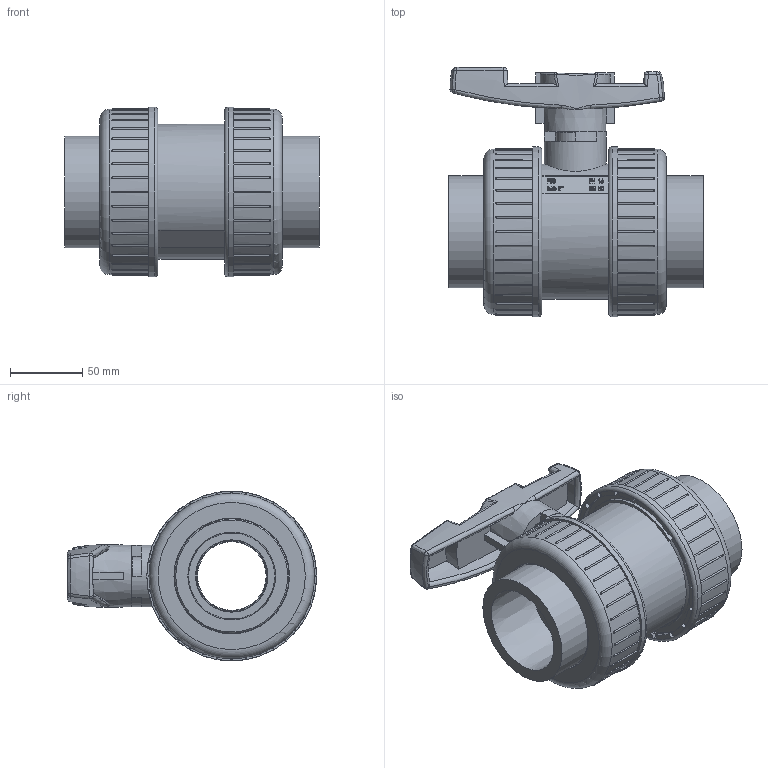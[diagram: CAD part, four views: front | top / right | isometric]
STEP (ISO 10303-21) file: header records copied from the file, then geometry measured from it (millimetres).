
FILE_DESCRIPTION(/* description */ (''),/* implementation_level */ '2;1');
FILE_NAME(/* name */ '63双由令球阀(黑）.stp',/* time_stamp */ '2024-11-09T09:38:59+08:00',/* author */ (''),/* organization */ (''),/* preprocessor_version */ 'ST-DEVELOPER v16',/* originating_system */ 'SIEMENS PLM Software NX 10.0',/* authorisation */ '');
FILE_SCHEMA (('AUTOMOTIVE_DESIGN { 1 0 10303 214 3 1 1 1 }'));
Products named in the file (1): gelv0FF88864nq6h
Bounding box: 176.03 x 172.41 x 117.44 mm (x, y, z)
Volume: 1709002.6 mm3; surface area: 519966 mm2
Topology: 30 solids, 30 shells, 1575 faces, 4475 edges, 2887 vertices
Faces by surface type: plane 762, cylinder 343, sphere 158, extrusion 129, torus 94, bspline 74, cone 15
Full cylindrical faces by diameter (mm): 2.869 x1, 3.825 x1, 21.239 x8, 26.236 x6, 27.485 x1, 28.735 x4, 31.233 x2, 42.647 x1, 47.475 x2, 48.724 x4, 49.973 x7, 56.47 x5, 57.469 x2, 58.719 x5, 63.216 x6, 63.716 x1, 69.338 x2, 70.138 x5, 74.21 x6, 76.834 x1, 77.459 x4, 79.208 x4, 79.957 x4, 81.207 x1, 82.456 x3, 82.956 x2, 90.452 x4, 106.193 x4, 114.314 x4, 117.437 x4
Entity records: 69095 total; most frequent: CARTESIAN_POINT 31820, ORIENTED_EDGE 7808, DIRECTION 7145, EDGE_CURVE 3904, VERTEX_POINT 2662, AXIS2_PLACEMENT_3D 2632, EDGE_LOOP 1904, VECTOR 1881
